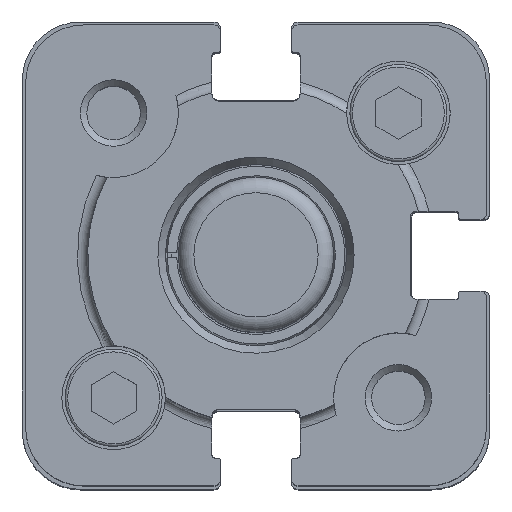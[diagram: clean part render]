
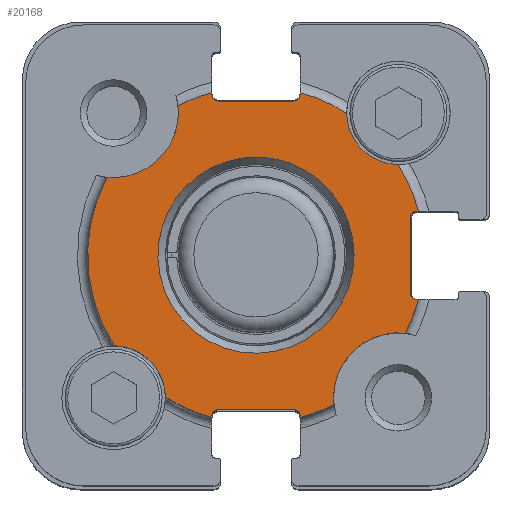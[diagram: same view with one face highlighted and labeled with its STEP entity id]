
A CAD part, top view. The second image highlights one B-rep face of the part: STEP entity #20168.
In plain terms, the highlighted planar face has unit normal (0, 0, 1).
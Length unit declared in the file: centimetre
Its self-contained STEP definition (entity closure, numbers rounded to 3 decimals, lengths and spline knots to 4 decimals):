
#805=FACE_BOUND($,#6512,.T.);
#2128=LINE($,#40614,#3549);
#2129=LINE($,#40618,#3550);
#2130=LINE($,#40622,#3551);
#2131=LINE($,#40630,#3552);
#2132=LINE($,#40634,#3553);
#2133=LINE($,#40638,#3554);
#2134=LINE($,#40646,#3555);
#2135=LINE($,#40650,#3556);
#2136=LINE($,#40654,#3557);
#3549=VECTOR($,#23568,0.0148);
#3550=VECTOR($,#23571,0.58);
#3551=VECTOR($,#23574,0.0148);
#3552=VECTOR($,#23581,0.0148);
#3553=VECTOR($,#23584,0.58);
#3554=VECTOR($,#23587,0.0148);
#3555=VECTOR($,#23594,0.0148);
#3556=VECTOR($,#23597,0.58);
#3557=VECTOR($,#23600,0.0148);
#3844=CIRCLE($,#20796,0.5);
#3880=CIRCLE($,#20873,0.7577);
#3881=CIRCLE($,#20875,1.3);
#3882=CIRCLE($,#20876,0.4);
#3883=CIRCLE($,#20877,1.3);
#3884=CIRCLE($,#20878,0.05);
#3885=CIRCLE($,#20879,0.05);
#3886=CIRCLE($,#20880,1.3);
#3887=CIRCLE($,#20881,0.5);
#3888=CIRCLE($,#20882,1.3);
#3889=CIRCLE($,#20883,0.05);
#3890=CIRCLE($,#20884,0.05);
#3891=CIRCLE($,#20885,1.3);
#3892=CIRCLE($,#20886,0.4);
#3893=CIRCLE($,#20887,1.3);
#3894=CIRCLE($,#20888,0.05);
#3895=CIRCLE($,#20889,0.05);
#3896=CIRCLE($,#20890,1.3);
#4226=PLANE($,#20874);
#5292=FACE_OUTER_BOUND($,#6511,.T.);
#6511=EDGE_LOOP($,(#18571,#18572,#18573,#18574,#18575,#18576,#18577,#18578,
#18579,#18580,#18581,#18582,#18583,#18584,#18585,#18586,#18587,#18588,#18589,
#18590,#18591,#18592,#18593,#18594,#18595,#18596));
#6512=EDGE_LOOP($,(#18597));
#9730=VERTEX_POINT($,#40374);
#9731=VERTEX_POINT($,#40376);
#9807=VERTEX_POINT($,#40604);
#9808=VERTEX_POINT($,#40607);
#9809=VERTEX_POINT($,#40609);
#9810=VERTEX_POINT($,#40611);
#9811=VERTEX_POINT($,#40613);
#9812=VERTEX_POINT($,#40615);
#9813=VERTEX_POINT($,#40617);
#9814=VERTEX_POINT($,#40619);
#9815=VERTEX_POINT($,#40621);
#9816=VERTEX_POINT($,#40623);
#9817=VERTEX_POINT($,#40625);
#9818=VERTEX_POINT($,#40627);
#9819=VERTEX_POINT($,#40629);
#9820=VERTEX_POINT($,#40631);
#9821=VERTEX_POINT($,#40633);
#9822=VERTEX_POINT($,#40635);
#9823=VERTEX_POINT($,#40637);
#9824=VERTEX_POINT($,#40639);
#9825=VERTEX_POINT($,#40641);
#9826=VERTEX_POINT($,#40643);
#9827=VERTEX_POINT($,#40645);
#9828=VERTEX_POINT($,#40647);
#9829=VERTEX_POINT($,#40649);
#9830=VERTEX_POINT($,#40651);
#9831=VERTEX_POINT($,#40653);
#12646=EDGE_CURVE($,#9731,#9730,#3844,.T.);
#12746=EDGE_CURVE($,#9807,#9807,#3880,.T.);
#12747=EDGE_CURVE($,#9730,#9808,#3881,.T.);
#12748=EDGE_CURVE($,#9808,#9809,#3882,.T.);
#12749=EDGE_CURVE($,#9809,#9810,#3883,.T.);
#12750=EDGE_CURVE($,#9811,#9810,#2128,.T.);
#12751=EDGE_CURVE($,#9812,#9811,#3884,.T.);
#12752=EDGE_CURVE($,#9813,#9812,#2129,.T.);
#12753=EDGE_CURVE($,#9814,#9813,#3885,.T.);
#12754=EDGE_CURVE($,#9815,#9814,#2130,.T.);
#12755=EDGE_CURVE($,#9815,#9816,#3886,.T.);
#12756=EDGE_CURVE($,#9816,#9817,#3887,.T.);
#12757=EDGE_CURVE($,#9817,#9818,#3888,.T.);
#12758=EDGE_CURVE($,#9819,#9818,#2131,.T.);
#12759=EDGE_CURVE($,#9820,#9819,#3889,.T.);
#12760=EDGE_CURVE($,#9821,#9820,#2132,.T.);
#12761=EDGE_CURVE($,#9822,#9821,#3890,.T.);
#12762=EDGE_CURVE($,#9823,#9822,#2133,.T.);
#12763=EDGE_CURVE($,#9823,#9824,#3891,.T.);
#12764=EDGE_CURVE($,#9824,#9825,#3892,.T.);
#12765=EDGE_CURVE($,#9825,#9826,#3893,.T.);
#12766=EDGE_CURVE($,#9827,#9826,#2134,.T.);
#12767=EDGE_CURVE($,#9828,#9827,#3894,.T.);
#12768=EDGE_CURVE($,#9829,#9828,#2135,.T.);
#12769=EDGE_CURVE($,#9830,#9829,#3895,.T.);
#12770=EDGE_CURVE($,#9831,#9830,#2136,.T.);
#12771=EDGE_CURVE($,#9831,#9731,#3896,.T.);
#18571=ORIENTED_EDGE($,*,*,#12646,.T.);
#18572=ORIENTED_EDGE($,*,*,#12747,.T.);
#18573=ORIENTED_EDGE($,*,*,#12748,.T.);
#18574=ORIENTED_EDGE($,*,*,#12749,.T.);
#18575=ORIENTED_EDGE($,*,*,#12750,.F.);
#18576=ORIENTED_EDGE($,*,*,#12751,.F.);
#18577=ORIENTED_EDGE($,*,*,#12752,.F.);
#18578=ORIENTED_EDGE($,*,*,#12753,.F.);
#18579=ORIENTED_EDGE($,*,*,#12754,.F.);
#18580=ORIENTED_EDGE($,*,*,#12755,.T.);
#18581=ORIENTED_EDGE($,*,*,#12756,.T.);
#18582=ORIENTED_EDGE($,*,*,#12757,.T.);
#18583=ORIENTED_EDGE($,*,*,#12758,.F.);
#18584=ORIENTED_EDGE($,*,*,#12759,.F.);
#18585=ORIENTED_EDGE($,*,*,#12760,.F.);
#18586=ORIENTED_EDGE($,*,*,#12761,.F.);
#18587=ORIENTED_EDGE($,*,*,#12762,.F.);
#18588=ORIENTED_EDGE($,*,*,#12763,.T.);
#18589=ORIENTED_EDGE($,*,*,#12764,.T.);
#18590=ORIENTED_EDGE($,*,*,#12765,.T.);
#18591=ORIENTED_EDGE($,*,*,#12766,.F.);
#18592=ORIENTED_EDGE($,*,*,#12767,.F.);
#18593=ORIENTED_EDGE($,*,*,#12768,.F.);
#18594=ORIENTED_EDGE($,*,*,#12769,.F.);
#18595=ORIENTED_EDGE($,*,*,#12770,.F.);
#18596=ORIENTED_EDGE($,*,*,#12771,.T.);
#18597=ORIENTED_EDGE($,*,*,#12746,.F.);
#20168=ADVANCED_FACE($,(#5292,#805),#4226,.T.);
#20796=AXIS2_PLACEMENT_3D($,#40377,#23341,#23342);
#20873=AXIS2_PLACEMENT_3D($,#40605,#23558,#23559);
#20874=AXIS2_PLACEMENT_3D($,#40606,#23560,#23561);
#20875=AXIS2_PLACEMENT_3D($,#40608,#23562,#23563);
#20876=AXIS2_PLACEMENT_3D($,#40610,#23564,#23565);
#20877=AXIS2_PLACEMENT_3D($,#40612,#23566,#23567);
#20878=AXIS2_PLACEMENT_3D($,#40616,#23569,#23570);
#20879=AXIS2_PLACEMENT_3D($,#40620,#23572,#23573);
#20880=AXIS2_PLACEMENT_3D($,#40624,#23575,#23576);
#20881=AXIS2_PLACEMENT_3D($,#40626,#23577,#23578);
#20882=AXIS2_PLACEMENT_3D($,#40628,#23579,#23580);
#20883=AXIS2_PLACEMENT_3D($,#40632,#23582,#23583);
#20884=AXIS2_PLACEMENT_3D($,#40636,#23585,#23586);
#20885=AXIS2_PLACEMENT_3D($,#40640,#23588,#23589);
#20886=AXIS2_PLACEMENT_3D($,#40642,#23590,#23591);
#20887=AXIS2_PLACEMENT_3D($,#40644,#23592,#23593);
#20888=AXIS2_PLACEMENT_3D($,#40648,#23595,#23596);
#20889=AXIS2_PLACEMENT_3D($,#40652,#23598,#23599);
#20890=AXIS2_PLACEMENT_3D($,#40655,#23601,#23602);
#23341=DIRECTION('center_axis',(0.,0.,-1.));
#23342=DIRECTION('ref_axis',(1.,0.,0.));
#23558=DIRECTION('center_axis',(0.,0.,1.));
#23559=DIRECTION('ref_axis',(0.,-1.,0.));
#23560=DIRECTION('center_axis',(0.,0.,1.));
#23561=DIRECTION('ref_axis',(1.,0.,0.));
#23562=DIRECTION('center_axis',(0.,0.,1.));
#23563=DIRECTION('ref_axis',(0.262,-0.965,0.));
#23564=DIRECTION('center_axis',(0.,0.,-1.));
#23565=DIRECTION('ref_axis',(1.,0.,0.));
#23566=DIRECTION('center_axis',(0.,0.,1.));
#23567=DIRECTION('ref_axis',(0.262,-0.965,0.));
#23568=DIRECTION($,(0.,-1.,0.));
#23569=DIRECTION('center_axis',(0.,0.,1.));
#23570=DIRECTION('ref_axis',(0.,-1.,0.));
#23571=DIRECTION($,(-1.,0.,0.));
#23572=DIRECTION('center_axis',(0.,0.,1.));
#23573=DIRECTION('ref_axis',(-1.,0.,0.));
#23574=DIRECTION($,(0.,1.,0.));
#23575=DIRECTION('center_axis',(0.,0.,1.));
#23576=DIRECTION('ref_axis',(-0.262,0.965,0.));
#23577=DIRECTION('center_axis',(0.,0.,-1.));
#23578=DIRECTION('ref_axis',(1.,0.,0.));
#23579=DIRECTION('center_axis',(0.,0.,1.));
#23580=DIRECTION('ref_axis',(-0.262,0.965,0.));
#23581=DIRECTION($,(1.,0.,0.));
#23582=DIRECTION('center_axis',(0.,0.,1.));
#23583=DIRECTION('ref_axis',(1.,0.,0.));
#23584=DIRECTION($,(0.,-1.,0.));
#23585=DIRECTION('center_axis',(0.,0.,1.));
#23586=DIRECTION('ref_axis',(0.,-1.,0.));
#23587=DIRECTION($,(-1.,0.,0.));
#23588=DIRECTION('center_axis',(0.,0.,1.));
#23589=DIRECTION('ref_axis',(-0.262,0.965,0.));
#23590=DIRECTION('center_axis',(0.,0.,-1.));
#23591=DIRECTION('ref_axis',(1.,0.,0.));
#23592=DIRECTION('center_axis',(0.,0.,1.));
#23593=DIRECTION('ref_axis',(-0.262,0.965,0.));
#23594=DIRECTION($,(0.,1.,0.));
#23595=DIRECTION('center_axis',(0.,0.,1.));
#23596=DIRECTION('ref_axis',(0.,1.,0.));
#23597=DIRECTION($,(1.,0.,0.));
#23598=DIRECTION('center_axis',(0.,0.,1.));
#23599=DIRECTION('ref_axis',(1.,0.,0.));
#23600=DIRECTION($,(0.,-1.,0.));
#23601=DIRECTION('center_axis',(0.,0.,1.));
#23602=DIRECTION('ref_axis',(0.262,-0.965,0.));
#40374=CARTESIAN_POINT('',(-1.1518,0.6027,5.83));
#40376=CARTESIAN_POINT('',(-0.6027,1.1518,5.83));
#40377=CARTESIAN_POINT('Origin',(-1.1,1.1,5.83));
#40604=CARTESIAN_POINT('',(0.,0.7577,5.83));
#40605=CARTESIAN_POINT('Origin',(0.,0.,5.83));
#40606=CARTESIAN_POINT('Origin',(0.0921,0.,5.83));
#40607=CARTESIAN_POINT('',(-1.0954,-0.7,5.83));
#40608=CARTESIAN_POINT('Origin',(0.,0.,5.83));
#40609=CARTESIAN_POINT('',(-0.7,-1.0954,5.83));
#40610=CARTESIAN_POINT('Origin',(-1.1,-1.1,5.83));
#40611=CARTESIAN_POINT('',(-0.34,-1.2548,5.83));
#40612=CARTESIAN_POINT('Origin',(0.,0.,5.83));
#40613=CARTESIAN_POINT('',(-0.34,-1.24,5.83));
#40614=CARTESIAN_POINT($,(-0.34,-1.24,5.83));
#40615=CARTESIAN_POINT('',(-0.29,-1.19,5.83));
#40616=CARTESIAN_POINT('Origin',(-0.29,-1.24,5.83));
#40617=CARTESIAN_POINT('',(0.29,-1.19,5.83));
#40618=CARTESIAN_POINT($,(0.29,-1.19,5.83));
#40619=CARTESIAN_POINT('',(0.34,-1.24,5.83));
#40620=CARTESIAN_POINT('Origin',(0.29,-1.24,5.83));
#40621=CARTESIAN_POINT('',(0.34,-1.2548,5.83));
#40622=CARTESIAN_POINT($,(0.34,-1.2548,5.83));
#40623=CARTESIAN_POINT('',(0.6027,-1.1518,5.83));
#40624=CARTESIAN_POINT('Origin',(0.,0.,5.83));
#40625=CARTESIAN_POINT('',(1.1518,-0.6027,5.83));
#40626=CARTESIAN_POINT('Origin',(1.1,-1.1,5.83));
#40627=CARTESIAN_POINT('',(1.2548,-0.34,5.83));
#40628=CARTESIAN_POINT('Origin',(0.,0.,5.83));
#40629=CARTESIAN_POINT('',(1.24,-0.34,5.83));
#40630=CARTESIAN_POINT($,(1.24,-0.34,5.83));
#40631=CARTESIAN_POINT('',(1.19,-0.29,5.83));
#40632=CARTESIAN_POINT('Origin',(1.24,-0.29,5.83));
#40633=CARTESIAN_POINT('',(1.19,0.29,5.83));
#40634=CARTESIAN_POINT($,(1.19,0.29,5.83));
#40635=CARTESIAN_POINT('',(1.24,0.34,5.83));
#40636=CARTESIAN_POINT('Origin',(1.24,0.29,5.83));
#40637=CARTESIAN_POINT('',(1.2548,0.34,5.83));
#40638=CARTESIAN_POINT($,(1.2548,0.34,5.83));
#40639=CARTESIAN_POINT('',(1.0954,0.7,5.83));
#40640=CARTESIAN_POINT('Origin',(0.,0.,5.83));
#40641=CARTESIAN_POINT('',(0.7,1.0954,5.83));
#40642=CARTESIAN_POINT('Origin',(1.1,1.1,5.83));
#40643=CARTESIAN_POINT('',(0.34,1.2548,5.83));
#40644=CARTESIAN_POINT('Origin',(0.,0.,5.83));
#40645=CARTESIAN_POINT('',(0.34,1.24,5.83));
#40646=CARTESIAN_POINT($,(0.34,1.24,5.83));
#40647=CARTESIAN_POINT('',(0.29,1.19,5.83));
#40648=CARTESIAN_POINT('Origin',(0.29,1.24,5.83));
#40649=CARTESIAN_POINT('',(-0.29,1.19,5.83));
#40650=CARTESIAN_POINT($,(-0.29,1.19,5.83));
#40651=CARTESIAN_POINT('',(-0.34,1.24,5.83));
#40652=CARTESIAN_POINT('Origin',(-0.29,1.24,5.83));
#40653=CARTESIAN_POINT('',(-0.34,1.2548,5.83));
#40654=CARTESIAN_POINT($,(-0.34,1.2548,5.83));
#40655=CARTESIAN_POINT('Origin',(0.,0.,5.83));
